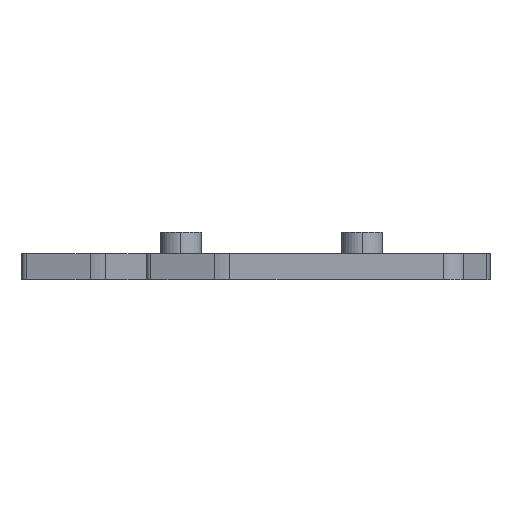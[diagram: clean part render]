
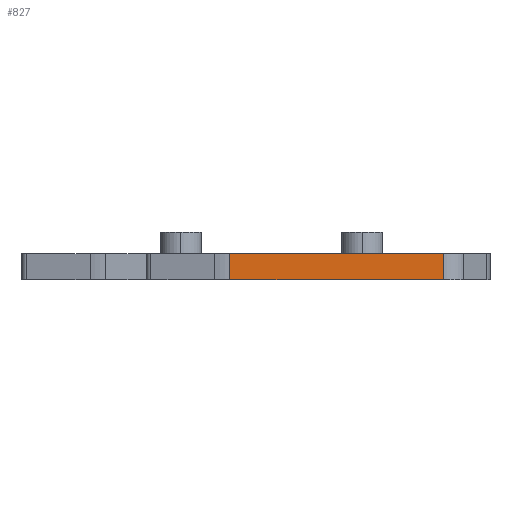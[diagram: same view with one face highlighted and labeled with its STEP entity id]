
A CAD part, left-side view. The second image highlights one B-rep face of the part: STEP entity #827.
In plain terms, the highlighted planar face has unit normal (-1, 0, 0).
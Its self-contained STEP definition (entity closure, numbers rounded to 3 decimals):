
#207=DIRECTION('',(0.,0.,-1.));
#208=VECTOR('',#207,2.2);
#209=CARTESIAN_POINT('',(23.418,6.678,0.));
#210=LINE('',#209,#208);
#215=DIRECTION('',(0.,1.,0.));
#216=VECTOR('',#215,18.006);
#217=CARTESIAN_POINT('',(23.418,6.678,0.));
#218=LINE('',#217,#216);
#223=DIRECTION('',(0.,0.,1.));
#224=VECTOR('',#223,2.2);
#225=CARTESIAN_POINT('',(23.418,24.685,-2.2));
#226=LINE('',#225,#224);
#232=DIRECTION('',(0.,1.,0.));
#233=VECTOR('',#232,18.006);
#234=CARTESIAN_POINT('',(23.418,6.678,-2.2));
#235=LINE('',#234,#233);
#461=CARTESIAN_POINT('',(23.418,6.678,0.));
#462=CARTESIAN_POINT('',(23.418,6.678,-2.2));
#463=VERTEX_POINT('',#461);
#464=VERTEX_POINT('',#462);
#469=CARTESIAN_POINT('',(23.418,24.685,-2.2));
#470=CARTESIAN_POINT('',(23.418,24.685,0.));
#471=VERTEX_POINT('',#469);
#472=VERTEX_POINT('',#470);
#814=CARTESIAN_POINT('',(23.418,24.685,0.));
#815=DIRECTION('',(-1.,0.,0.));
#816=DIRECTION('',(0.,0.,1.));
#817=AXIS2_PLACEMENT_3D('',#814,#815,#816);
#818=PLANE('',#817);
#820=ORIENTED_EDGE('',*,*,#819,.T.);
#821=ORIENTED_EDGE('',*,*,#608,.F.);
#822=ORIENTED_EDGE('',*,*,#804,.T.);
#824=ORIENTED_EDGE('',*,*,#823,.T.);
#825=EDGE_LOOP('',(#820,#821,#822,#824));
#826=FACE_OUTER_BOUND('',#825,.F.);
#608=EDGE_CURVE('',#463,#472,#218,.T.);
#804=EDGE_CURVE('',#463,#464,#210,.T.);
#819=EDGE_CURVE('',#471,#472,#226,.T.);
#823=EDGE_CURVE('',#464,#471,#235,.T.);
#827=ADVANCED_FACE('',(#826),#818,.T.);
